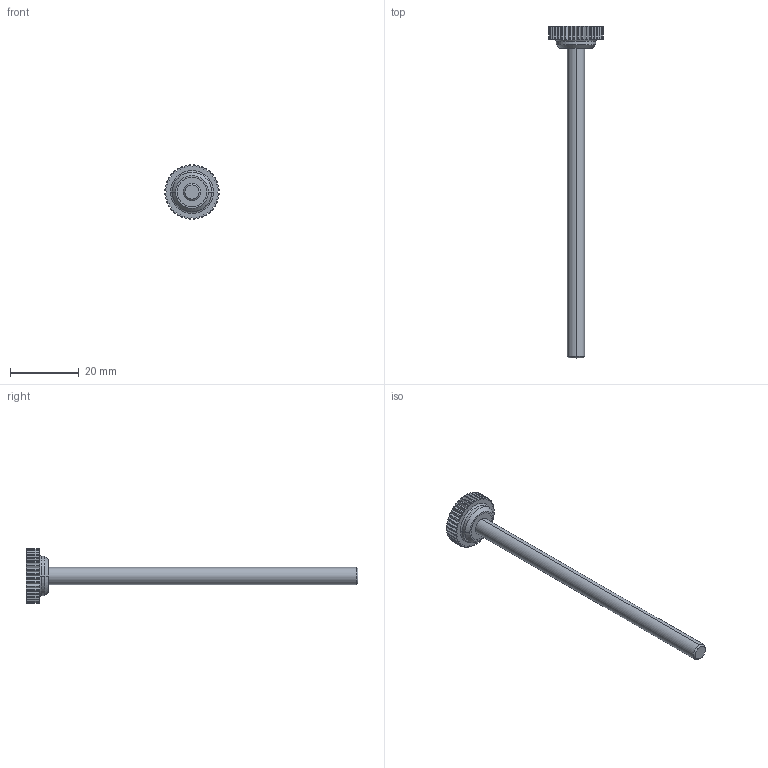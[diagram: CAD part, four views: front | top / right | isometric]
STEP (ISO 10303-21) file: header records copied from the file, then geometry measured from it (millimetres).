
FILE_DESCRIPTION (( 'STEP AP214' ), '1' );
FILE_NAME ('INGUN_114924.STEP', '2024-06-26T08:41:40', ( '' ), ( '' ), 'SwSTEP 2.0', 'SolidWorks 2021', '' );
FILE_SCHEMA (( 'AUTOMOTIVE_DESIGN' ));
Length unit declared in the file: millimetre
Products named in the file (3): 4823~0; INGUN_114924; DIN912~n_M05,0x090
Assembly tree (2 placements, depth 2):
  INGUN_114924
    DIN912~n_M05,0x090
    4823~0
Bounding box: 15.97 x 96.5 x 15.97 mm (x, y, z)
Volume: 2680.2 mm3; surface area: 2545.4 mm2
Topology: 2 solids, 2 shells, 230 faces, 658 edges, 436 vertices
Faces by surface type: plane 94, cone 86, cylinder 48, torus 2
Entity records: 7794 total; most frequent: CARTESIAN_POINT 1809, ORIENTED_EDGE 1316, DIRECTION 1154, EDGE_CURVE 658, VERTEX_POINT 436, AXIS2_PLACEMENT_3D 421, VECTOR 312, LINE 312
